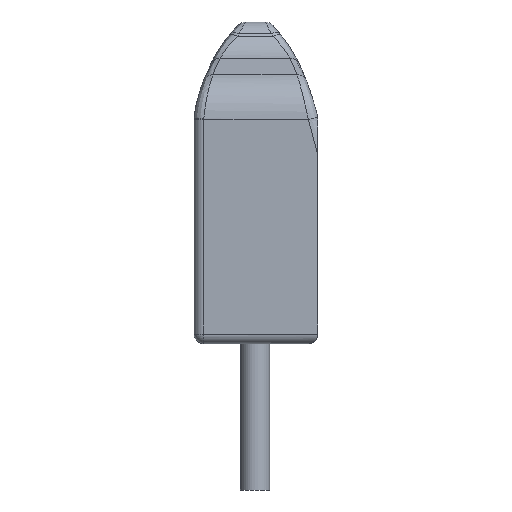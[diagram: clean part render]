
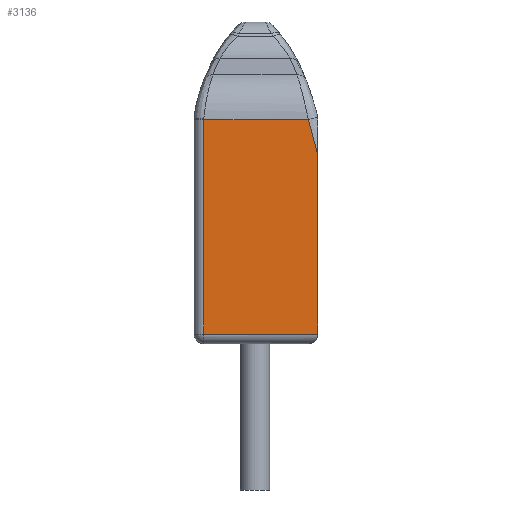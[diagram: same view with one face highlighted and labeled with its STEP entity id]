
A CAD part, left-side view. The second image highlights one B-rep face of the part: STEP entity #3136.
In plain terms, the highlighted planar face has unit normal (-1, 0, 0).
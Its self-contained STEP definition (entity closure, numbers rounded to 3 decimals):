
#44 = PLANE('',#45);
#45 = AXIS2_PLACEMENT_3D('',#46,#47,#48);
#46 = CARTESIAN_POINT('',(-0.002,-2.54,2.991));
#47 = DIRECTION('',(0.,-1.,0.));
#48 = DIRECTION('',(0.,0.,-1.));
#530 = VERTEX_POINT('',#531);
#531 = CARTESIAN_POINT('',(-4.,-2.54,3.859));
#599 = ( BOUNDED_SURFACE() B_SPLINE_SURFACE(2,9,(
    (#600,#601,#602,#603,#604,#605,#606,#607,#608,#609)
    ,(#610,#611,#612,#613,#614,#615,#616,#617,#618,#619)
    ,(#620,#621,#622,#623,#624,#625,#626,#627,#628,#629
)),.UNSPECIFIED.,.F.,.F.,.F.) B_SPLINE_SURFACE_WITH_KNOTS((3,3),(10,10),
  (0.,0.457),(-0.452,0.006),
.PIECEWISE_BEZIER_KNOTS.) GEOMETRIC_REPRESENTATION_ITEM() 
RATIONAL_B_SPLINE_SURFACE((
    (1.,1.,1.,1.,1.,1.,1.,1.,1.,1.)
    ,(0.707,0.706,0.706,0.706
      ,0.706,0.706,0.707,0.707
      ,0.707,0.707)
,(1.,1.,1.,1.,1.,1.,1.,1.,1.,1.))) REPRESENTATION_ITEM('') SURFACE() );
#600 = CARTESIAN_POINT('',(-4.,-2.54,3.859));
#601 = CARTESIAN_POINT('',(-4.,-2.498,4.019));
#602 = CARTESIAN_POINT('',(-4.,-2.465,4.141));
#603 = CARTESIAN_POINT('',(-4.,-2.441,4.235));
#604 = CARTESIAN_POINT('',(-4.,-2.42,4.311));
#605 = CARTESIAN_POINT('',(-4.,-2.403,4.377));
#606 = CARTESIAN_POINT('',(-4.,-2.389,4.434));
#607 = CARTESIAN_POINT('',(-4.,-2.374,4.489));
#608 = CARTESIAN_POINT('',(-4.,-2.36,4.545));
#609 = CARTESIAN_POINT('',(-4.,-2.345,4.6));
#610 = CARTESIAN_POINT('',(-4.,-2.734,3.907));
#611 = CARTESIAN_POINT('',(-4.,-2.692,4.068));
#612 = CARTESIAN_POINT('',(-4.,-2.66,4.189));
#613 = CARTESIAN_POINT('',(-4.,-2.635,4.282));
#614 = CARTESIAN_POINT('',(-4.,-2.616,4.358));
#615 = CARTESIAN_POINT('',(-4.,-2.598,4.424));
#616 = CARTESIAN_POINT('',(-4.,-2.583,4.482));
#617 = CARTESIAN_POINT('',(-4.,-2.568,4.539));
#618 = CARTESIAN_POINT('',(-4.,-2.553,4.595));
#619 = CARTESIAN_POINT('',(-4.,-2.538,4.651));
#620 = CARTESIAN_POINT('',(-3.801,-2.729,
    3.929));
#621 = CARTESIAN_POINT('',(-3.801,-2.685,
    4.094));
#622 = CARTESIAN_POINT('',(-3.802,-2.652,4.219
    ));
#623 = CARTESIAN_POINT('',(-3.802,-2.627,4.315
    ));
#624 = CARTESIAN_POINT('',(-3.803,-2.606,
    4.393));
#625 = CARTESIAN_POINT('',(-3.802,-2.589,
    4.457));
#626 = CARTESIAN_POINT('',(-3.8,-2.577,
    4.504));
#627 = CARTESIAN_POINT('',(-3.8,-2.565,
    4.55));
#628 = CARTESIAN_POINT('',(-3.8,-2.553,4.596)
  );
#629 = CARTESIAN_POINT('',(-3.8,-2.541,4.642
    ));
#664 = EDGE_CURVE('',#530,#665,#667,.T.);
#665 = VERTEX_POINT('',#666);
#666 = CARTESIAN_POINT('',(-4.,-2.54,0.2));
#667 = SURFACE_CURVE('',#668,(#672,#679),.PCURVE_S1.);
#668 = LINE('',#669,#670);
#669 = CARTESIAN_POINT('',(-4.,-2.54,4.6));
#670 = VECTOR('',#671,1.);
#671 = DIRECTION('',(0.,0.,-1.));
#672 = PCURVE('',#44,#673);
#673 = DEFINITIONAL_REPRESENTATION('',(#674),#678);
#674 = LINE('',#675,#676);
#675 = CARTESIAN_POINT('',(-1.609,-3.998));
#676 = VECTOR('',#677,1.);
#677 = DIRECTION('',(1.,0.));
#678 = ( GEOMETRIC_REPRESENTATION_CONTEXT(2) 
PARAMETRIC_REPRESENTATION_CONTEXT() REPRESENTATION_CONTEXT('2D SPACE',''
  ) );
#679 = PCURVE('',#680,#685);
#680 = PLANE('',#681);
#681 = AXIS2_PLACEMENT_3D('',#682,#683,#684);
#682 = CARTESIAN_POINT('',(-4.,0.,4.6));
#683 = DIRECTION('',(1.,0.,0.));
#684 = DIRECTION('',(0.,0.,-1.));
#685 = DEFINITIONAL_REPRESENTATION('',(#686),#690);
#686 = LINE('',#687,#688);
#687 = CARTESIAN_POINT('',(0.,-2.54));
#688 = VECTOR('',#689,1.);
#689 = DIRECTION('',(1.,0.));
#690 = ( GEOMETRIC_REPRESENTATION_CONTEXT(2) 
PARAMETRIC_REPRESENTATION_CONTEXT() REPRESENTATION_CONTEXT('2D SPACE',''
  ) );
#2892 = VERTEX_POINT('',#2893);
#2893 = CARTESIAN_POINT('',(-4.,-2.345,4.6));
#2918 = CYLINDRICAL_SURFACE('',#2919,1.);
#2919 = AXIS2_PLACEMENT_3D('',#2920,#2921,#2922);
#2920 = CARTESIAN_POINT('',(-3.,0.,4.6));
#2921 = DIRECTION('',(0.,1.,0.));
#2922 = DIRECTION('',(1.,0.,0.));
#3041 = EDGE_CURVE('',#530,#2892,#3042,.T.);
#3042 = SURFACE_CURVE('',#3043,(#3054,#3061),.PCURVE_S1.);
#3043 = ( BOUNDED_CURVE() B_SPLINE_CURVE(9,(#3044,#3045,#3046,#3047,
    #3048,#3049,#3050,#3051,#3052,#3053),.UNSPECIFIED.,.F.,.F.) 
B_SPLINE_CURVE_WITH_KNOTS((10,10),(-0.452,0.006),
.PIECEWISE_BEZIER_KNOTS.) CURVE() GEOMETRIC_REPRESENTATION_ITEM() 
RATIONAL_B_SPLINE_CURVE((1.,1.,1.,1.,1.,1.,1.,1.,1.,1.)) 
REPRESENTATION_ITEM('') );
#3044 = CARTESIAN_POINT('',(-4.,-2.54,3.859));
#3045 = CARTESIAN_POINT('',(-4.,-2.498,4.019));
#3046 = CARTESIAN_POINT('',(-4.,-2.465,4.141));
#3047 = CARTESIAN_POINT('',(-4.,-2.441,4.235));
#3048 = CARTESIAN_POINT('',(-4.,-2.42,4.311));
#3049 = CARTESIAN_POINT('',(-4.,-2.403,4.377));
#3050 = CARTESIAN_POINT('',(-4.,-2.389,4.434));
#3051 = CARTESIAN_POINT('',(-4.,-2.374,4.489));
#3052 = CARTESIAN_POINT('',(-4.,-2.36,4.545));
#3053 = CARTESIAN_POINT('',(-4.,-2.345,4.6));
#3054 = PCURVE('',#599,#3055);
#3055 = DEFINITIONAL_REPRESENTATION('',(#3056),#3060);
#3056 = LINE('',#3057,#3058);
#3057 = CARTESIAN_POINT('',(0.,0.));
#3058 = VECTOR('',#3059,1.);
#3059 = DIRECTION('',(0.,1.));
#3060 = ( GEOMETRIC_REPRESENTATION_CONTEXT(2) 
PARAMETRIC_REPRESENTATION_CONTEXT() REPRESENTATION_CONTEXT('2D SPACE',''
  ) );
#3061 = PCURVE('',#680,#3062);
#3062 = DEFINITIONAL_REPRESENTATION('',(#3063),#3074);
#3063 = ( BOUNDED_CURVE() B_SPLINE_CURVE(9,(#3064,#3065,#3066,#3067,
    #3068,#3069,#3070,#3071,#3072,#3073),.UNSPECIFIED.,.F.,.F.) 
B_SPLINE_CURVE_WITH_KNOTS((10,10),(-0.452,0.006),
.PIECEWISE_BEZIER_KNOTS.) CURVE() GEOMETRIC_REPRESENTATION_ITEM() 
RATIONAL_B_SPLINE_CURVE((1.,1.,1.,1.,1.,1.,1.,1.,1.,1.)) 
REPRESENTATION_ITEM('') );
#3064 = CARTESIAN_POINT('',(0.741,-2.54));
#3065 = CARTESIAN_POINT('',(0.581,-2.498));
#3066 = CARTESIAN_POINT('',(0.459,-2.465));
#3067 = CARTESIAN_POINT('',(0.365,-2.441));
#3068 = CARTESIAN_POINT('',(0.289,-2.42));
#3069 = CARTESIAN_POINT('',(0.223,-2.403));
#3070 = CARTESIAN_POINT('',(0.166,-2.389));
#3071 = CARTESIAN_POINT('',(0.111,-2.374));
#3072 = CARTESIAN_POINT('',(0.055,-2.36));
#3073 = CARTESIAN_POINT('',(0.,-2.345));
#3074 = ( GEOMETRIC_REPRESENTATION_CONTEXT(2) 
PARAMETRIC_REPRESENTATION_CONTEXT() REPRESENTATION_CONTEXT('2D SPACE',''
  ) );
#3136 = ADVANCED_FACE('',(#3137),#680,.F.);
#3137 = FACE_BOUND('',#3138,.F.);
#3138 = EDGE_LOOP('',(#3139,#3169,#3190,#3191,#3192));
#3139 = ORIENTED_EDGE('',*,*,#3140,.T.);
#3140 = EDGE_CURVE('',#3141,#3143,#3145,.T.);
#3141 = VERTEX_POINT('',#3142);
#3142 = CARTESIAN_POINT('',(-4.,-0.2,0.2));
#3143 = VERTEX_POINT('',#3144);
#3144 = CARTESIAN_POINT('',(-4.,-0.2,4.6));
#3145 = SURFACE_CURVE('',#3146,(#3150,#3157),.PCURVE_S1.);
#3146 = LINE('',#3147,#3148);
#3147 = CARTESIAN_POINT('',(-4.,-0.2,0.));
#3148 = VECTOR('',#3149,1.);
#3149 = DIRECTION('',(0.,0.,1.));
#3150 = PCURVE('',#680,#3151);
#3151 = DEFINITIONAL_REPRESENTATION('',(#3152),#3156);
#3152 = LINE('',#3153,#3154);
#3153 = CARTESIAN_POINT('',(4.6,-0.2));
#3154 = VECTOR('',#3155,1.);
#3155 = DIRECTION('',(-1.,0.));
#3156 = ( GEOMETRIC_REPRESENTATION_CONTEXT(2) 
PARAMETRIC_REPRESENTATION_CONTEXT() REPRESENTATION_CONTEXT('2D SPACE',''
  ) );
#3157 = PCURVE('',#3158,#3163);
#3158 = CYLINDRICAL_SURFACE('',#3159,0.2);
#3159 = AXIS2_PLACEMENT_3D('',#3160,#3161,#3162);
#3160 = CARTESIAN_POINT('',(-3.8,-0.2,0.));
#3161 = DIRECTION('',(0.,0.,1.));
#3162 = DIRECTION('',(0.,1.,0.));
#3163 = DEFINITIONAL_REPRESENTATION('',(#3164),#3168);
#3164 = LINE('',#3165,#3166);
#3165 = CARTESIAN_POINT('',(1.571,0.));
#3166 = VECTOR('',#3167,1.);
#3167 = DIRECTION('',(0.,1.));
#3168 = ( GEOMETRIC_REPRESENTATION_CONTEXT(2) 
PARAMETRIC_REPRESENTATION_CONTEXT() REPRESENTATION_CONTEXT('2D SPACE',''
  ) );
#3169 = ORIENTED_EDGE('',*,*,#3170,.T.);
#3170 = EDGE_CURVE('',#3143,#2892,#3171,.T.);
#3171 = SURFACE_CURVE('',#3172,(#3176,#3183),.PCURVE_S1.);
#3172 = LINE('',#3173,#3174);
#3173 = CARTESIAN_POINT('',(-4.,0.,4.6));
#3174 = VECTOR('',#3175,1.);
#3175 = DIRECTION('',(0.,-1.,0.));
#3176 = PCURVE('',#680,#3177);
#3177 = DEFINITIONAL_REPRESENTATION('',(#3178),#3182);
#3178 = LINE('',#3179,#3180);
#3179 = CARTESIAN_POINT('',(0.,0.));
#3180 = VECTOR('',#3181,1.);
#3181 = DIRECTION('',(0.,-1.));
#3182 = ( GEOMETRIC_REPRESENTATION_CONTEXT(2) 
PARAMETRIC_REPRESENTATION_CONTEXT() REPRESENTATION_CONTEXT('2D SPACE',''
  ) );
#3183 = PCURVE('',#2918,#3184);
#3184 = DEFINITIONAL_REPRESENTATION('',(#3185),#3189);
#3185 = LINE('',#3186,#3187);
#3186 = CARTESIAN_POINT('',(-3.142,0.));
#3187 = VECTOR('',#3188,1.);
#3188 = DIRECTION('',(-0.,-1.));
#3189 = ( GEOMETRIC_REPRESENTATION_CONTEXT(2) 
PARAMETRIC_REPRESENTATION_CONTEXT() REPRESENTATION_CONTEXT('2D SPACE',''
  ) );
#3190 = ORIENTED_EDGE('',*,*,#3041,.F.);
#3191 = ORIENTED_EDGE('',*,*,#664,.T.);
#3192 = ORIENTED_EDGE('',*,*,#3193,.F.);
#3193 = EDGE_CURVE('',#3141,#665,#3194,.T.);
#3194 = SURFACE_CURVE('',#3195,(#3199,#3206),.PCURVE_S1.);
#3195 = LINE('',#3196,#3197);
#3196 = CARTESIAN_POINT('',(-4.,-0.2,0.2));
#3197 = VECTOR('',#3198,1.);
#3198 = DIRECTION('',(0.,-1.,0.));
#3199 = PCURVE('',#680,#3200);
#3200 = DEFINITIONAL_REPRESENTATION('',(#3201),#3205);
#3201 = LINE('',#3202,#3203);
#3202 = CARTESIAN_POINT('',(4.4,-0.2));
#3203 = VECTOR('',#3204,1.);
#3204 = DIRECTION('',(0.,-1.));
#3205 = ( GEOMETRIC_REPRESENTATION_CONTEXT(2) 
PARAMETRIC_REPRESENTATION_CONTEXT() REPRESENTATION_CONTEXT('2D SPACE',''
  ) );
#3206 = PCURVE('',#3207,#3212);
#3207 = CYLINDRICAL_SURFACE('',#3208,0.2);
#3208 = AXIS2_PLACEMENT_3D('',#3209,#3210,#3211);
#3209 = CARTESIAN_POINT('',(-3.8,-0.2,0.2));
#3210 = DIRECTION('',(0.,-1.,0.));
#3211 = DIRECTION('',(-1.,0.,0.));
#3212 = DEFINITIONAL_REPRESENTATION('',(#3213),#3217);
#3213 = LINE('',#3214,#3215);
#3214 = CARTESIAN_POINT('',(0.,0.));
#3215 = VECTOR('',#3216,1.);
#3216 = DIRECTION('',(0.,1.));
#3217 = ( GEOMETRIC_REPRESENTATION_CONTEXT(2) 
PARAMETRIC_REPRESENTATION_CONTEXT() REPRESENTATION_CONTEXT('2D SPACE',''
  ) );
